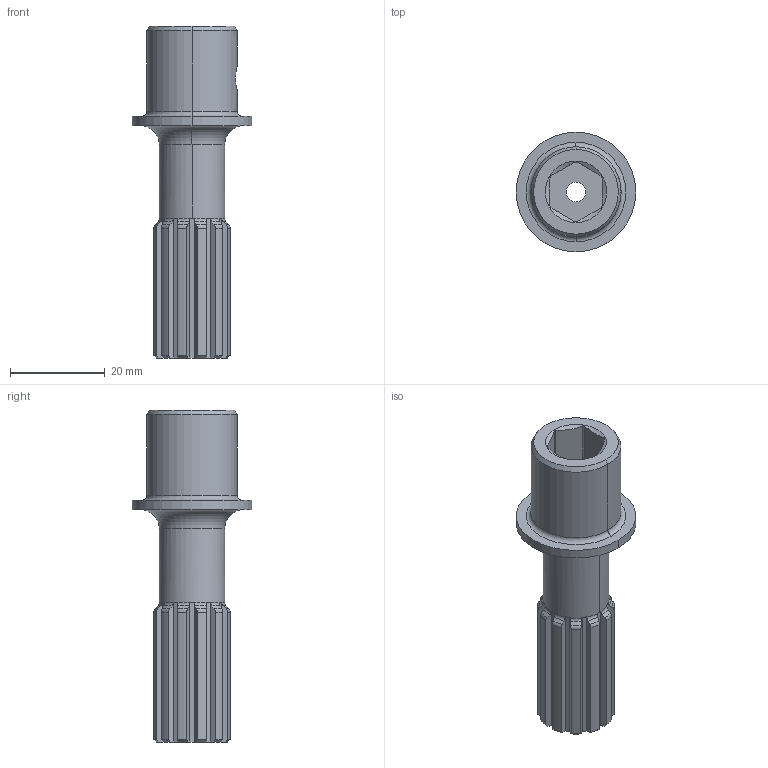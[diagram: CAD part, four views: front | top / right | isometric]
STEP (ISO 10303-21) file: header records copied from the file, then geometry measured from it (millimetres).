
FILE_DESCRIPTION((''),'2;1');
FILE_NAME('4027040784','2024-01-09T14:28:22',('a00565553'),(''),'CREO PARAMETRIC BY PTC INC, 2022414','CREO PARAMETRIC BY PTC INC, 2022414','');
FILE_SCHEMA(('CONFIG_CONTROL_DESIGN','GEOMETRIC_VALIDATION_PROPERTIES_MIM'));
Length unit declared in the file: millimetre
Products named in the file (1): 4027040784
Bounding box: 25.2 x 25.2 x 70 mm (x, y, z)
Volume: 9165.2 mm3; surface area: 7210.4 mm2
Topology: 1 solids, 1 shells, 149 faces, 420 edges, 276 vertices
Faces by surface type: plane 59, cone 32, cylinder 30, torus 28
Entity records: 5428 total; most frequent: CARTESIAN_POINT 1527, ORIENTED_EDGE 840, DIRECTION 748, EDGE_CURVE 420, AXIS2_PLACEMENT_3D 283, VERTEX_POINT 276, VECTOR 182, LINE 182
